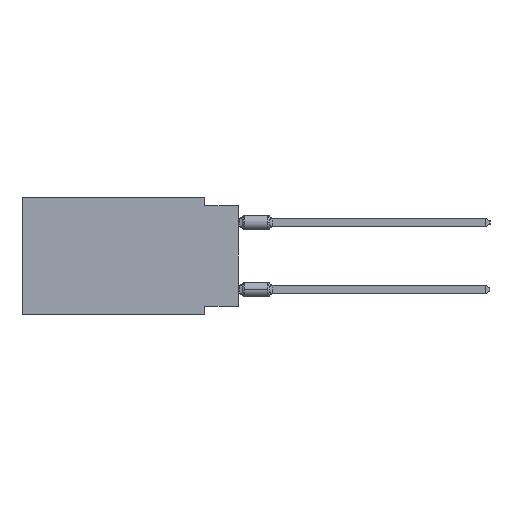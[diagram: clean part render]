
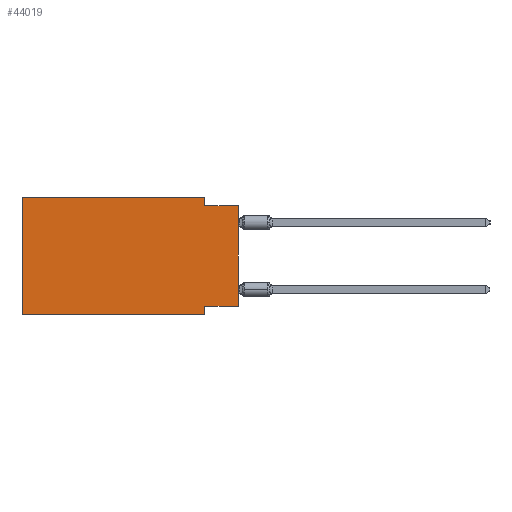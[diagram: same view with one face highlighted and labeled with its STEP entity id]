
A CAD part, left-side view. The second image highlights one B-rep face of the part: STEP entity #44019.
In plain terms, the highlighted planar face has unit normal (-1, 0, 0).
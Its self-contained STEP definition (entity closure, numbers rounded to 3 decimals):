
#114 = ORIENTED_EDGE ( 'NONE', *, *, #10706, .F. ) ;
#712 = VECTOR ( 'NONE', #52504, 1000. ) ;
#817 = LINE ( 'NONE', #36240, #53278 ) ;
#1461 = EDGE_CURVE ( 'NONE', #21015, #3847, #30571, .T. ) ;
#2433 = DIRECTION ( 'NONE',  ( 0., 0., 1. ) ) ;
#2788 = CARTESIAN_POINT ( 'NONE',  ( 0., 2.54, 0. ) ) ;
#3847 = VERTEX_POINT ( 'NONE', #22782 ) ;
#6550 = ORIENTED_EDGE ( 'NONE', *, *, #7076, .F. ) ;
#6741 = VECTOR ( 'NONE', #34261, 1000. ) ;
#7076 = EDGE_CURVE ( 'NONE', #41965, #21015, #817, .T. ) ;
#9882 = LINE ( 'NONE', #11041, #27847 ) ;
#10706 = EDGE_CURVE ( 'NONE', #47901, #42233, #16829, .T. ) ;
#11041 = CARTESIAN_POINT ( 'NONE',  ( 0., 0., -0.635 ) ) ;
#11070 = DIRECTION ( 'NONE',  ( 1., 0., 0. ) ) ;
#12313 = CARTESIAN_POINT ( 'NONE',  ( 0., 0., 0. ) ) ;
#14082 = CARTESIAN_POINT ( 'NONE',  ( 0., 2.54, -8.89 ) ) ;
#14560 = DIRECTION ( 'NONE',  ( 0., -1., 0. ) ) ;
#15289 = VERTEX_POINT ( 'NONE', #36372 ) ;
#16829 = LINE ( 'NONE', #34668, #712 ) ;
#17005 = LINE ( 'NONE', #48854, #44533 ) ;
#19356 = ORIENTED_EDGE ( 'NONE', *, *, #1461, .F. ) ;
#19529 = CARTESIAN_POINT ( 'NONE',  ( 0., 2.54, 0. ) ) ;
#20125 = AXIS2_PLACEMENT_3D ( 'NONE', #28637, #11070, #23951 ) ;
#20414 = CARTESIAN_POINT ( 'NONE',  ( 0., 0., -8.255 ) ) ;
#21015 = VERTEX_POINT ( 'NONE', #19529 ) ;
#21089 = EDGE_CURVE ( 'NONE', #3847, #15289, #9882, .T. ) ;
#22782 = CARTESIAN_POINT ( 'NONE',  ( 0., 2.54, -0.635 ) ) ;
#23951 = DIRECTION ( 'NONE',  ( 0., 0., -1. ) ) ;
#25202 = LINE ( 'NONE', #12313, #6741 ) ;
#25381 = VECTOR ( 'NONE', #2433, 1000. ) ;
#26866 = ORIENTED_EDGE ( 'NONE', *, *, #44827, .T. ) ;
#27847 = VECTOR ( 'NONE', #14560, 1000. ) ;
#28207 = CARTESIAN_POINT ( 'NONE',  ( 0., 16.383, -8.89 ) ) ;
#28509 = ORIENTED_EDGE ( 'NONE', *, *, #21089, .F. ) ;
#28637 = CARTESIAN_POINT ( 'NONE',  ( 0., 16.383, 0. ) ) ;
#28935 = FACE_OUTER_BOUND ( 'NONE', #43543, .T. ) ;
#29755 = ORIENTED_EDGE ( 'NONE', *, *, #53394, .F. ) ;
#30571 = LINE ( 'NONE', #2788, #51007 ) ;
#31006 = DIRECTION ( 'NONE',  ( 0., -1., 0. ) ) ;
#33764 = CARTESIAN_POINT ( 'NONE',  ( 0., 16.383, 0. ) ) ;
#34261 = DIRECTION ( 'NONE',  ( 0., 0., 1. ) ) ;
#34668 = CARTESIAN_POINT ( 'NONE',  ( 0., 2.54, -8.89 ) ) ;
#35167 = CARTESIAN_POINT ( 'NONE',  ( 0., 16.383, 0. ) ) ;
#36240 = CARTESIAN_POINT ( 'NONE',  ( 0., 16.383, 0. ) ) ;
#36372 = CARTESIAN_POINT ( 'NONE',  ( 0., 0., -0.635 ) ) ;
#36507 = EDGE_CURVE ( 'NONE', #49982, #15289, #25202, .T. ) ;
#37677 = DIRECTION ( 'NONE',  ( 0., 1., 0. ) ) ;
#37852 = LINE ( 'NONE', #33764, #25381 ) ;
#41216 = DIRECTION ( 'NONE',  ( 0., -1., 0. ) ) ;
#41965 = VERTEX_POINT ( 'NONE', #35167 ) ;
#42233 = VERTEX_POINT ( 'NONE', #14082 ) ;
#42590 = DIRECTION ( 'NONE',  ( 0., 0., -1. ) ) ;
#43543 = EDGE_LOOP ( 'NONE', ( #52760, #28509, #19356, #6550, #50899, #26866, #114, #29755 ) ) ;
#44019 = ADVANCED_FACE ( 'NONE', ( #28935 ), #47345, .F. ) ;
#44204 = VERTEX_POINT ( 'NONE', #28207 ) ;
#44533 = VECTOR ( 'NONE', #31006, 1000. ) ;
#44827 = EDGE_CURVE ( 'NONE', #44204, #42233, #17005, .T. ) ;
#46766 = LINE ( 'NONE', #20414, #50209 ) ;
#47345 = PLANE ( 'NONE',  #20125 ) ;
#47901 = VERTEX_POINT ( 'NONE', #53585 ) ;
#48854 = CARTESIAN_POINT ( 'NONE',  ( 0., 16.383, -8.89 ) ) ;
#48983 = EDGE_CURVE ( 'NONE', #44204, #41965, #37852, .T. ) ;
#49982 = VERTEX_POINT ( 'NONE', #54550 ) ;
#50209 = VECTOR ( 'NONE', #37677, 1000. ) ;
#50899 = ORIENTED_EDGE ( 'NONE', *, *, #48983, .F. ) ;
#51007 = VECTOR ( 'NONE', #42590, 1000. ) ;
#52504 = DIRECTION ( 'NONE',  ( 0., 0., -1. ) ) ;
#52760 = ORIENTED_EDGE ( 'NONE', *, *, #36507, .T. ) ;
#53278 = VECTOR ( 'NONE', #41216, 1000. ) ;
#53394 = EDGE_CURVE ( 'NONE', #49982, #47901, #46766, .T. ) ;
#53585 = CARTESIAN_POINT ( 'NONE',  ( 0., 2.54, -8.255 ) ) ;
#54550 = CARTESIAN_POINT ( 'NONE',  ( 0., 0., -8.255 ) ) ;
